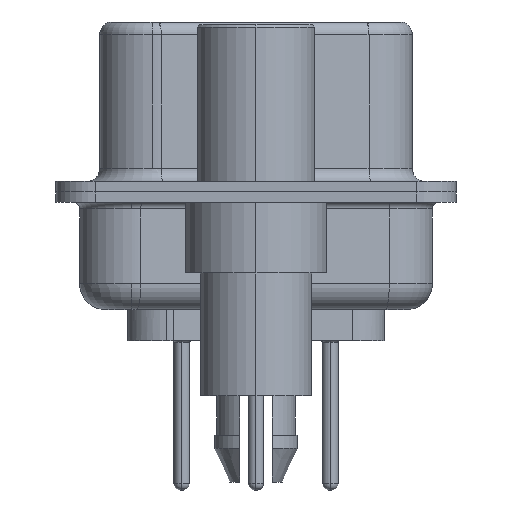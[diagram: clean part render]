
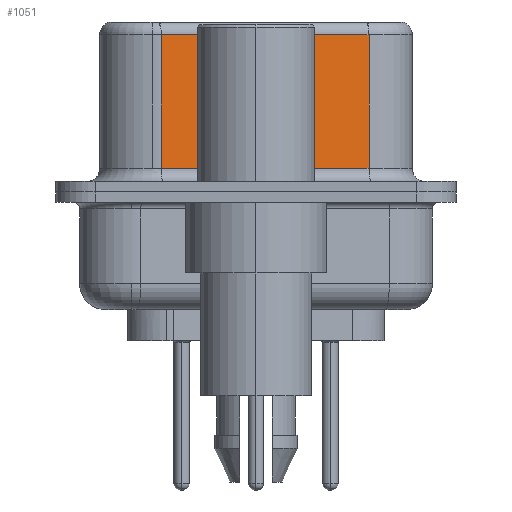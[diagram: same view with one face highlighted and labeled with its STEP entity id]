
A CAD part, left-side view. The second image highlights one B-rep face of the part: STEP entity #1051.
In plain terms, the highlighted planar face has unit normal (-0.985, -0.174, 0).
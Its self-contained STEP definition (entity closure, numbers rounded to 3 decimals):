
#28 = AXIS2_PLACEMENT_3D ( 'NONE', #4149, #15430, #24592 ) ;
#739 = DIRECTION ( 'NONE',  ( -0.174, 0.985, 0. ) ) ;
#994 = DIRECTION ( 'NONE',  ( 0., 0., -1. ) ) ;
#1051 = ADVANCED_FACE ( 'NONE', ( #1579 ), #10925, .F. ) ;
#1579 = FACE_OUTER_BOUND ( 'NONE', #14326, .T. ) ;
#2238 = CARTESIAN_POINT ( 'NONE',  ( 3.73, 3.628, 6.02 ) ) ;
#2547 = ORIENTED_EDGE ( 'NONE', *, *, #16922, .F. ) ;
#4149 = CARTESIAN_POINT ( 'NONE',  ( 5.132, -4.322, 6.52 ) ) ;
#4370 = CARTESIAN_POINT ( 'NONE',  ( 5.132, -4.322, 0.9 ) ) ;
#4379 = CARTESIAN_POINT ( 'NONE',  ( 5.132, -4.322, 0.9 ) ) ;
#5235 = VERTEX_POINT ( 'NONE', #15855 ) ;
#5675 = VERTEX_POINT ( 'NONE', #2238 ) ;
#5909 = VECTOR ( 'NONE', #994, 1000. ) ;
#6263 = CARTESIAN_POINT ( 'NONE',  ( 5.132, -4.322, 6.02 ) ) ;
#7502 = VECTOR ( 'NONE', #739, 1000. ) ;
#7529 = ORIENTED_EDGE ( 'NONE', *, *, #13749, .T. ) ;
#10041 = LINE ( 'NONE', #12450, #5909 ) ;
#10925 = PLANE ( 'NONE',  #28 ) ;
#12450 = CARTESIAN_POINT ( 'NONE',  ( 5.132, -4.322, 6.52 ) ) ;
#12514 = ORIENTED_EDGE ( 'NONE', *, *, #28118, .T. ) ;
#13532 = DIRECTION ( 'NONE',  ( 0.174, -0.985, 0. ) ) ;
#13683 = ORIENTED_EDGE ( 'NONE', *, *, #20358, .T. ) ;
#13749 = EDGE_CURVE ( 'NONE', #5675, #5235, #14733, .T. ) ;
#14326 = EDGE_LOOP ( 'NONE', ( #2547, #12514, #7529, #13683 ) ) ;
#14733 = LINE ( 'NONE', #28706, #21676 ) ;
#15430 = DIRECTION ( 'NONE',  ( 0.985, 0.174, 0. ) ) ;
#15799 = LINE ( 'NONE', #4370, #23965 ) ;
#15855 = CARTESIAN_POINT ( 'NONE',  ( 3.73, 3.628, 0.9 ) ) ;
#16922 = EDGE_CURVE ( 'NONE', #25315, #21600, #10041, .T. ) ;
#18558 = CARTESIAN_POINT ( 'NONE',  ( 5.132, -4.322, 6.02 ) ) ;
#19959 = LINE ( 'NONE', #6263, #7502 ) ;
#20358 = EDGE_CURVE ( 'NONE', #5235, #21600, #15799, .T. ) ;
#21600 = VERTEX_POINT ( 'NONE', #4379 ) ;
#21676 = VECTOR ( 'NONE', #26745, 1000. ) ;
#23965 = VECTOR ( 'NONE', #13532, 1000. ) ;
#24592 = DIRECTION ( 'NONE',  ( -0.174, 0.985, 0. ) ) ;
#25315 = VERTEX_POINT ( 'NONE', #18558 ) ;
#26745 = DIRECTION ( 'NONE',  ( 0., 0., -1. ) ) ;
#28118 = EDGE_CURVE ( 'NONE', #25315, #5675, #19959, .T. ) ;
#28706 = CARTESIAN_POINT ( 'NONE',  ( 3.73, 3.628, 6.52 ) ) ;
